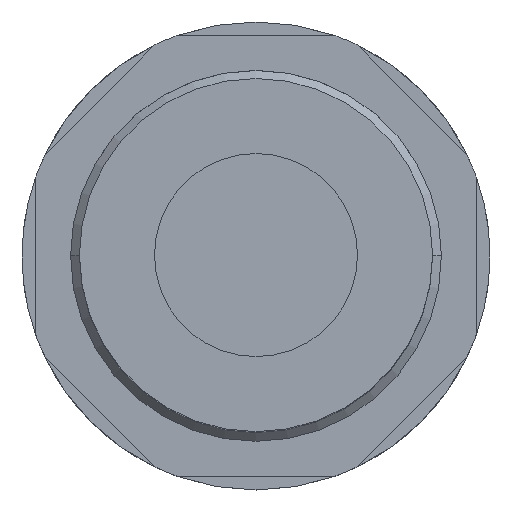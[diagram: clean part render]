
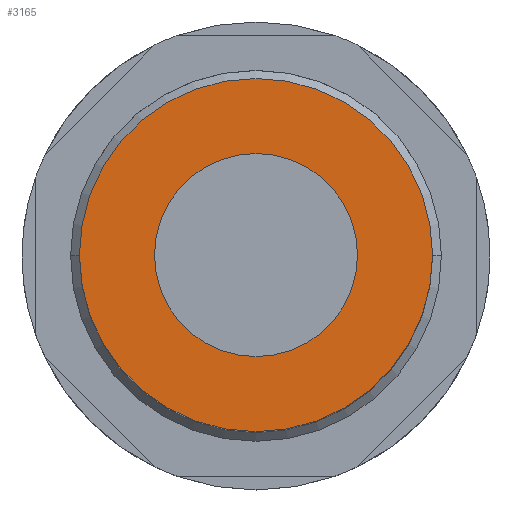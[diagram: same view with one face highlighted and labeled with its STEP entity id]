
A CAD part, top view. The second image highlights one B-rep face of the part: STEP entity #3165.
In plain terms, the highlighted face is planar.
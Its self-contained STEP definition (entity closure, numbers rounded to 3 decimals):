
#324=CARTESIAN_POINT('',(20.,0.0,-66.2));
#325=VERTEX_POINT('',#324);
#334=CARTESIAN_POINT('',(-20.,0.,-66.2));
#335=VERTEX_POINT('',#334);
#336=CARTESIAN_POINT('',(0.0,0.0,-66.2));
#337=DIRECTION('',(0.0,0.0,1.0));
#338=DIRECTION('',(1.0,0.0,0.0));
#339=AXIS2_PLACEMENT_3D('',#336,#337,#338);
#340=CIRCLE('',#339,20.);
#341=EDGE_CURVE('',#325,#335,#340,.T.);
#368=CARTESIAN_POINT('',(11.5,0.0,-66.2));
#369=VERTEX_POINT('',#368);
#385=CARTESIAN_POINT('',(-11.5,0.,-66.2));
#386=VERTEX_POINT('',#385);
#393=CARTESIAN_POINT('',(0.0,0.0,-66.2));
#394=DIRECTION('',(0.0,0.0,1.0));
#395=DIRECTION('',(1.0,0.0,0.0));
#396=AXIS2_PLACEMENT_3D('',#393,#394,#395);
#397=CIRCLE('',#396,11.5);
#398=EDGE_CURVE('',#369,#386,#397,.T.);
#3134=CARTESIAN_POINT('',(0.0,0.0,-66.2));
#3135=DIRECTION('',(0.0,0.0,1.0));
#3136=DIRECTION('',(1.0,0.0,0.0));
#3137=AXIS2_PLACEMENT_3D('',#3134,#3135,#3136);
#3138=CIRCLE('',#3137,11.5);
#3139=EDGE_CURVE('',#386,#369,#3138,.T.);
#3146=CARTESIAN_POINT('',(15.75,0.0,-66.2));
#3147=DIRECTION('',(0.0,0.0,-1.0));
#3148=DIRECTION('',(-1.0,0.0,0.0));
#3149=AXIS2_PLACEMENT_3D('',#3146,#3147,#3148);
#3150=PLANE('',#3149);
#3151=ORIENTED_EDGE('',*,*,#341,.F.);
#3152=CARTESIAN_POINT('',(0.0,0.0,-66.2));
#3153=DIRECTION('',(0.0,0.0,1.0));
#3154=DIRECTION('',(1.0,0.0,0.0));
#3155=AXIS2_PLACEMENT_3D('',#3152,#3153,#3154);
#3156=CIRCLE('',#3155,20.);
#3157=EDGE_CURVE('',#335,#325,#3156,.T.);
#3158=ORIENTED_EDGE('',*,*,#3157,.F.);
#3159=EDGE_LOOP('',(#3151,#3158));
#3160=FACE_OUTER_BOUND('',#3159,.T.);
#3161=ORIENTED_EDGE('',*,*,#398,.T.);
#3162=ORIENTED_EDGE('',*,*,#3139,.T.);
#3163=EDGE_LOOP('',(#3161,#3162));
#3164=FACE_BOUND('',#3163,.T.);
#3165=ADVANCED_FACE('',(#3160,#3164),#3150,.T.);
